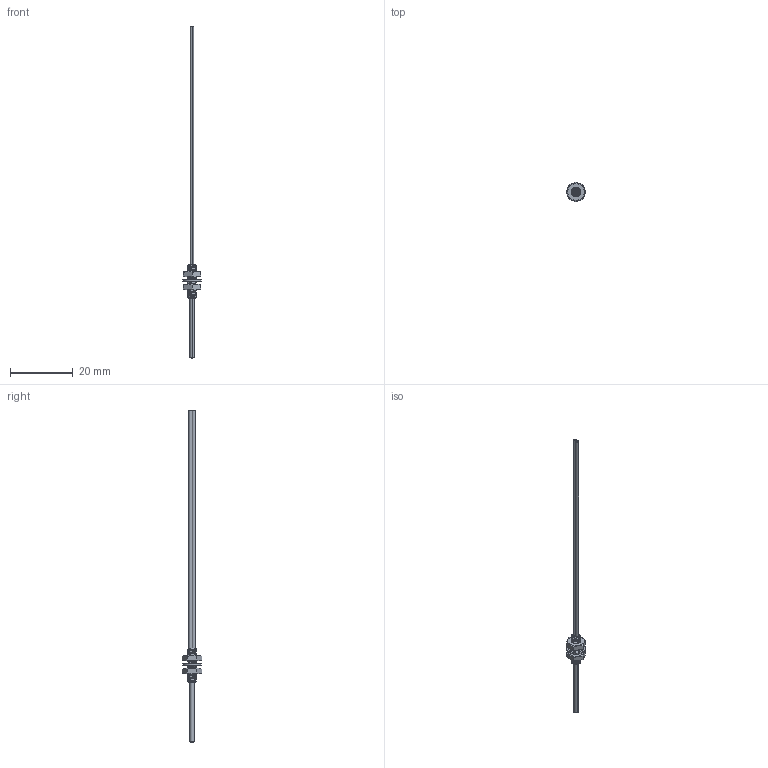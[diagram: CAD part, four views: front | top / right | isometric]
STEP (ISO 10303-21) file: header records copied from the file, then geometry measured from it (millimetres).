
FILE_DESCRIPTION((''),'2;1');
FILE_NAME('193995_ASM','2016-03-22T',('PDMAdmin'),(''),'PRO/ENGINEER BY PARAMETRIC TECHNOLOGY CORPORATION, 2013230','PRO/ENGINEER BY PARAMETRIC TECHNOLOGY CORPORATION, 2013230','');
FILE_SCHEMA(('CONFIG_CONTROL_DESIGN'));
Length unit declared in the file: inch
Products named in the file (10): 13961; 13970_51770; 41382__020X; 41382_CORE; 41382__020X_ASM; FIBER_CORE_020_X_; 08393_M3_ITLW_NI_PLATE; 08396_M3X0; 51770_ASM; 193995_ASM
Assembly tree (12 placements, depth 4):
  193995_ASM
    51770_ASM
      13961
      13970_51770
      41382__020X_ASM
        41382__020X
        41382_CORE  x2
      FIBER_CORE_020_X_  x2
      08393_M3_ITLW_NI_PLATE
      08396_M3X0  x2
Bounding box: 5.99 x 6.35 x 106.25 mm (x, y, z)
Volume: 238.5 mm3; surface area: 1649.9 mm2
Topology: 10 solids, 10 shells, 238 faces, 596 edges, 378 vertices
Faces by surface type: cylinder 114, cone 58, plane 52, bspline 14
Entity records: 12111 total; most frequent: CARTESIAN_POINT 7069, ORIENTED_EDGE 1032, DIRECTION 1001, EDGE_CURVE 516, AXIS2_PLACEMENT_3D 391, VERTEX_POINT 332, VECTOR 219, LINE 219
